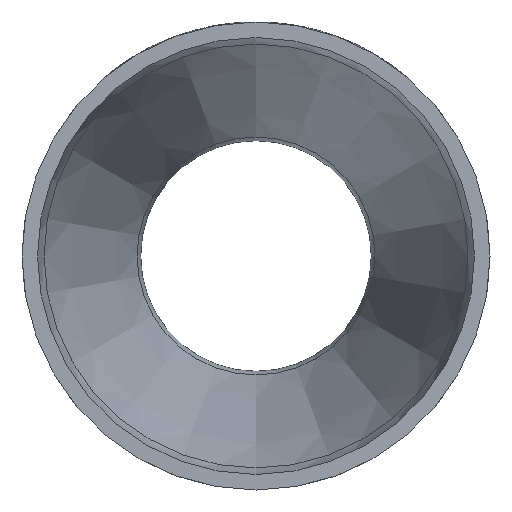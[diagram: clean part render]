
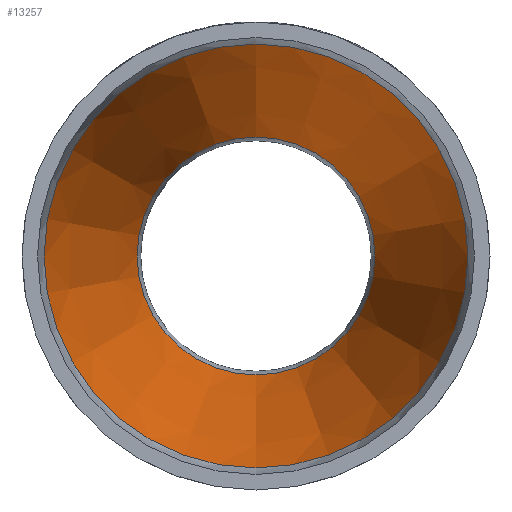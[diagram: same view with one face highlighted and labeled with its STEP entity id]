
A CAD part, front view. The second image highlights one B-rep face of the part: STEP entity #13257.
In plain terms, the highlighted conical face has half-angle 13.594 degrees and reference radius 27.309 mm.
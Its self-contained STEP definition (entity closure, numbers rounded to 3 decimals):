
#729 = CIRCLE ( 'NONE', #17428, 15.326 ) ;
#1292 = CARTESIAN_POINT ( 'NONE',  ( 0., 93.031, -15.326 ) ) ;
#1736 = CARTESIAN_POINT ( 'NONE',  ( 0., 43.476, -27.31 ) ) ;
#3681 = CARTESIAN_POINT ( 'NONE',  ( 0., 43.476, 0. ) ) ;
#5930 = FACE_OUTER_BOUND ( 'NONE', #13527, .T. ) ;
#6117 = DIRECTION ( 'NONE',  ( 0., -1., 0. ) ) ;
#10372 = CARTESIAN_POINT ( 'NONE',  ( 0., 43.476, 0. ) ) ;
#10700 = DIRECTION ( 'NONE',  ( 0., 0., -1. ) ) ;
#12785 = DIRECTION ( 'NONE',  ( 0., -1., 0. ) ) ;
#13102 = ORIENTED_EDGE ( 'NONE', *, *, #22884, .F. ) ;
#13257 = ADVANCED_FACE ( 'NONE', ( #28640, #5930 ), #27222, .F. ) ;
#13527 = EDGE_LOOP ( 'NONE', ( #17230 ) ) ;
#13996 = EDGE_CURVE ( 'NONE', #21642, #21642, #29082, .T. ) ;
#16198 = AXIS2_PLACEMENT_3D ( 'NONE', #10372, #26536, #24455 ) ;
#16718 = EDGE_LOOP ( 'NONE', ( #13102 ) ) ;
#17230 = ORIENTED_EDGE ( 'NONE', *, *, #13996, .T. ) ;
#17428 = AXIS2_PLACEMENT_3D ( 'NONE', #22679, #6117, #17877 ) ;
#17877 = DIRECTION ( 'NONE',  ( 0., 0., -1. ) ) ;
#21642 = VERTEX_POINT ( 'NONE', #1736 ) ;
#22679 = CARTESIAN_POINT ( 'NONE',  ( 0., 93.031, 0. ) ) ;
#22884 = EDGE_CURVE ( 'NONE', #24493, #24493, #729, .T. ) ;
#24455 = DIRECTION ( 'NONE',  ( 0., 0., -1. ) ) ;
#24493 = VERTEX_POINT ( 'NONE', #1292 ) ;
#26536 = DIRECTION ( 'NONE',  ( 0., -1., 0. ) ) ;
#27222 = CONICAL_SURFACE ( 'NONE', #29591, 27.31, 0.237 ) ;
#28640 = FACE_BOUND ( 'NONE', #16718, .T. ) ;
#29082 = CIRCLE ( 'NONE', #16198, 27.31 ) ;
#29591 = AXIS2_PLACEMENT_3D ( 'NONE', #3681, #12785, #10700 ) ;
